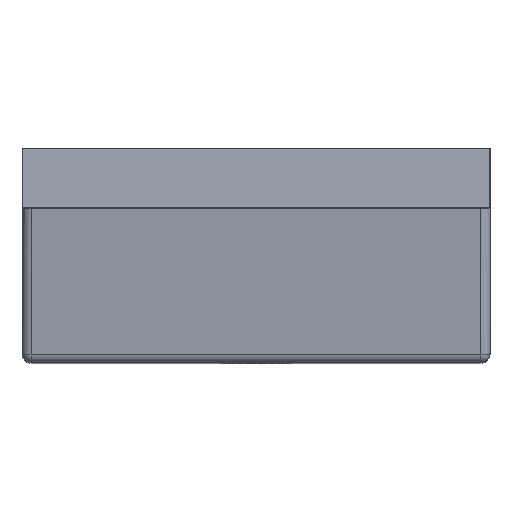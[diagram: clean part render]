
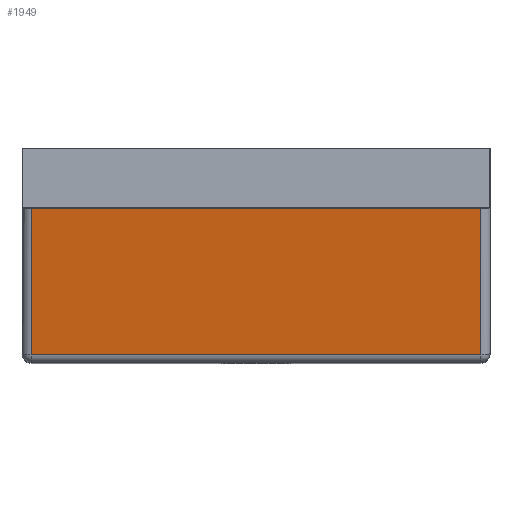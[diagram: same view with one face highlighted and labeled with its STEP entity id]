
A CAD part, top view. The second image highlights one B-rep face of the part: STEP entity #1949.
In plain terms, the highlighted planar face has unit normal (0, -0.139, 0.99).
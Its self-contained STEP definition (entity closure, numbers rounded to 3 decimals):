
#105 = EDGE_CURVE ( 'NONE', #4268, #5721, #4686, .T. ) ;
#199 = VECTOR ( 'NONE', #6166, 1000. ) ;
#440 = CARTESIAN_POINT ( 'NONE',  ( -3.65, 1.02, 8.635 ) ) ;
#462 = CARTESIAN_POINT ( 'NONE',  ( -4.8, 1.02, 8.635 ) ) ;
#584 = DIRECTION ( 'NONE',  ( 1., 0., 0. ) ) ;
#820 = VERTEX_POINT ( 'NONE', #462 ) ;
#888 = CARTESIAN_POINT ( 'NONE',  ( -4.8, -2.113, 8.195 ) ) ;
#906 = EDGE_CURVE ( 'NONE', #2005, #5721, #1954, .T. ) ;
#1269 = VECTOR ( 'NONE', #3773, 1000. ) ;
#1777 = FACE_OUTER_BOUND ( 'NONE', #3222, .T. ) ;
#1903 = VECTOR ( 'NONE', #9144, 1000. ) ;
#1943 = PLANE ( 'NONE',  #8858 ) ;
#1949 = ADVANCED_FACE ( 'NONE', ( #1777 ), #1943, .F. ) ;
#1954 = LINE ( 'NONE', #9327, #6464 ) ;
#2005 = VERTEX_POINT ( 'NONE', #2915 ) ;
#2007 = ORIENTED_EDGE ( 'NONE', *, *, #5341, .F. ) ;
#2915 = CARTESIAN_POINT ( 'NONE',  ( 4.8, -2.113, 8.195 ) ) ;
#2966 = DIRECTION ( 'NONE',  ( 0., 0.99, 0.139 ) ) ;
#3012 = VECTOR ( 'NONE', #6836, 1000. ) ;
#3190 = CARTESIAN_POINT ( 'NONE',  ( -5., -2.113, 8.195 ) ) ;
#3222 = EDGE_LOOP ( 'NONE', ( #4377, #5965, #6707, #9323, #5375, #2007 ) ) ;
#3773 = DIRECTION ( 'NONE',  ( 1., 0., 0. ) ) ;
#3881 = VECTOR ( 'NONE', #584, 1000. ) ;
#3888 = CARTESIAN_POINT ( 'NONE',  ( 3.65, 1.02, 8.635 ) ) ;
#4268 = VERTEX_POINT ( 'NONE', #3888 ) ;
#4377 = ORIENTED_EDGE ( 'NONE', *, *, #6847, .F. ) ;
#4686 = LINE ( 'NONE', #7977, #3881 ) ;
#4695 = CARTESIAN_POINT ( 'NONE',  ( 4.8, 1.02, 8.635 ) ) ;
#4943 = LINE ( 'NONE', #3190, #1903 ) ;
#5275 = DIRECTION ( 'NONE',  ( 0., 0.99, 0.139 ) ) ;
#5341 = EDGE_CURVE ( 'NONE', #7862, #4268, #6111, .T. ) ;
#5375 = ORIENTED_EDGE ( 'NONE', *, *, #105, .F. ) ;
#5721 = VERTEX_POINT ( 'NONE', #4695 ) ;
#5799 = EDGE_CURVE ( 'NONE', #820, #6979, #8262, .T. ) ;
#5965 = ORIENTED_EDGE ( 'NONE', *, *, #5799, .T. ) ;
#6111 = LINE ( 'NONE', #8600, #1269 ) ;
#6166 = DIRECTION ( 'NONE',  ( 1., 0., 0. ) ) ;
#6464 = VECTOR ( 'NONE', #5275, 1000. ) ;
#6707 = ORIENTED_EDGE ( 'NONE', *, *, #7630, .T. ) ;
#6836 = DIRECTION ( 'NONE',  ( 0., -0.99, -0.139 ) ) ;
#6847 = EDGE_CURVE ( 'NONE', #820, #7862, #10444, .T. ) ;
#6979 = VERTEX_POINT ( 'NONE', #888 ) ;
#7630 = EDGE_CURVE ( 'NONE', #6979, #2005, #4943, .T. ) ;
#7862 = VERTEX_POINT ( 'NONE', #440 ) ;
#7977 = CARTESIAN_POINT ( 'NONE',  ( -5., 1.02, 8.635 ) ) ;
#8262 = LINE ( 'NONE', #9944, #3012 ) ;
#8600 = CARTESIAN_POINT ( 'NONE',  ( -5., 1.02, 8.635 ) ) ;
#8858 = AXIS2_PLACEMENT_3D ( 'NONE', #9371, #9481, #2966 ) ;
#9144 = DIRECTION ( 'NONE',  ( 1., 0., 0. ) ) ;
#9323 = ORIENTED_EDGE ( 'NONE', *, *, #906, .T. ) ;
#9327 = CARTESIAN_POINT ( 'NONE',  ( 4.8, 1.02, 8.635 ) ) ;
#9371 = CARTESIAN_POINT ( 'NONE',  ( -5., 1.02, 8.635 ) ) ;
#9481 = DIRECTION ( 'NONE',  ( 0., 0.139, -0.99 ) ) ;
#9944 = CARTESIAN_POINT ( 'NONE',  ( -4.8, 1.02, 8.635 ) ) ;
#10276 = CARTESIAN_POINT ( 'NONE',  ( -5., 1.02, 8.635 ) ) ;
#10444 = LINE ( 'NONE', #10276, #199 ) ;
